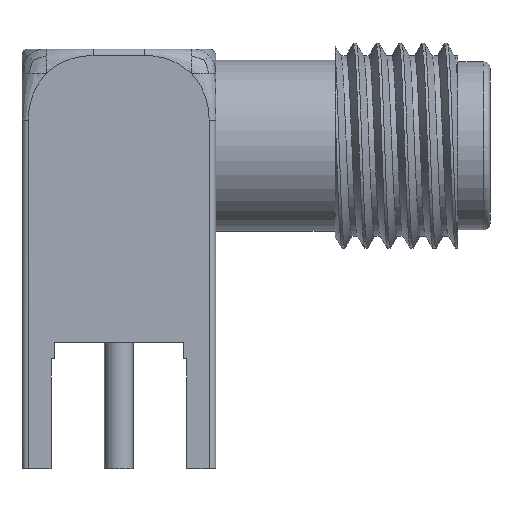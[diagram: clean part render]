
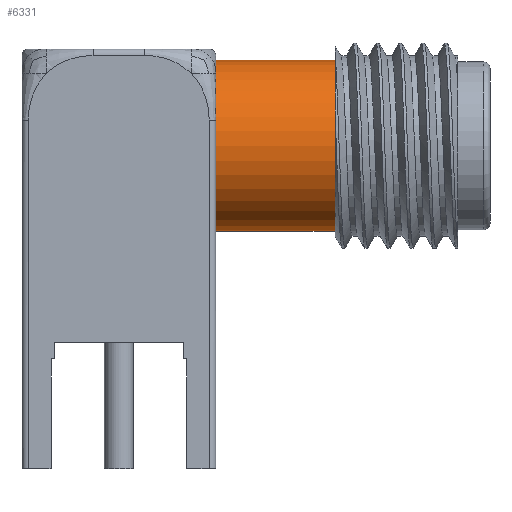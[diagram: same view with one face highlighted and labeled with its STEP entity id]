
A CAD part, front view. The second image highlights one B-rep face of the part: STEP entity #6331.
In plain terms, the highlighted cylindrical face has radius 2.65 mm (diameter 5.3 mm), a full revolution.
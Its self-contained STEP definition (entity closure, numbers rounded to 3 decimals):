
#690=FACE_OUTER_BOUND('',#1029,.T.);
#1029=EDGE_LOOP('',(#4171,#4172,#4173,#4174));
#1391=CIRCLE('',#6713,2.65);
#1392=CIRCLE('',#6714,2.65);
#1432=LINE('',#8799,#2011);
#2011=VECTOR('',#7086,2.65);
#2608=VERTEX_POINT('',#8796);
#2609=VERTEX_POINT('',#8798);
#3243=EDGE_CURVE('',#2608,#2608,#1391,.T.);
#3244=EDGE_CURVE('',#2608,#2609,#1432,.T.);
#3245=EDGE_CURVE('',#2609,#2609,#1392,.T.);
#4171=ORIENTED_EDGE('',*,*,#3243,.F.);
#4172=ORIENTED_EDGE('',*,*,#3244,.T.);
#4173=ORIENTED_EDGE('',*,*,#3245,.T.);
#4174=ORIENTED_EDGE('',*,*,#3244,.F.);
#5958=CYLINDRICAL_SURFACE('',#6712,2.65);
#6331=ADVANCED_FACE('',(#690),#5958,.T.);
#6712=AXIS2_PLACEMENT_3D('',#8795,#7082,#7083);
#6713=AXIS2_PLACEMENT_3D('',#8797,#7084,#7085);
#6714=AXIS2_PLACEMENT_3D('',#8800,#7087,#7088);
#7082=DIRECTION('center_axis',(-1.,0.,0.));
#7083=DIRECTION('ref_axis',(0.,-1.,0.));
#7084=DIRECTION('center_axis',(-1.,0.,0.));
#7085=DIRECTION('ref_axis',(0.,-1.,0.));
#7086=DIRECTION('',(1.,0.,0.));
#7087=DIRECTION('center_axis',(-1.,0.,0.));
#7088=DIRECTION('ref_axis',(0.,-1.,0.));
#8795=CARTESIAN_POINT('Origin',(6.765,0.,6.5));
#8796=CARTESIAN_POINT('',(3.065,2.65,6.5));
#8797=CARTESIAN_POINT('Origin',(3.065,0.,6.5));
#8798=CARTESIAN_POINT('',(6.765,2.65,6.5));
#8799=CARTESIAN_POINT('',(6.765,2.65,6.5));
#8800=CARTESIAN_POINT('Origin',(6.765,0.,6.5));
